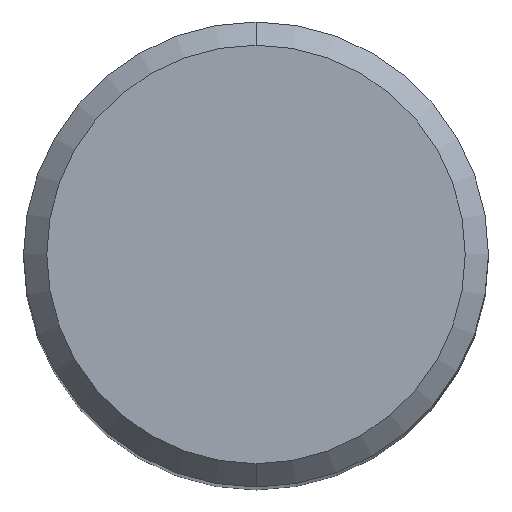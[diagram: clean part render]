
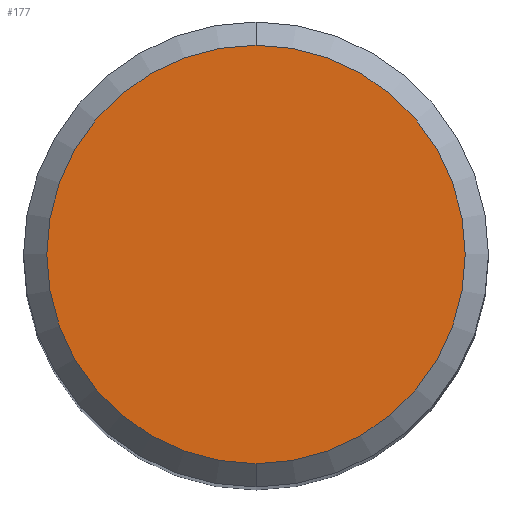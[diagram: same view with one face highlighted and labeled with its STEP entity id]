
A CAD part, top view. The second image highlights one B-rep face of the part: STEP entity #177.
In plain terms, the highlighted planar face has unit normal (0, 0, 1).
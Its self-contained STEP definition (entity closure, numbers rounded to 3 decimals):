
#177=ADVANCED_FACE('',(#484),#485,.T.);
#181=VERTEX_POINT('',#490);
#215=EDGE_CURVE('',#263,#181,#528,.T.);
#263=VERTEX_POINT('',#582);
#273=EDGE_CURVE('',#181,#263,#592,.T.);
#484=FACE_OUTER_BOUND('',#813,.T.);
#485=PLANE('',#814);
#490=CARTESIAN_POINT('',(0.,-5.4,0.0));
#528=CIRCLE('',#950,5.4);
#582=CARTESIAN_POINT('',(0.0,5.4,0.0));
#592=CIRCLE('',#1039,5.4);
#813=EDGE_LOOP('',(#1510,#1511));
#814=AXIS2_PLACEMENT_3D('',#1512,#1513,#1514);
#950=AXIS2_PLACEMENT_3D('',#1572,#1573,#1574);
#1039=AXIS2_PLACEMENT_3D('',#1649,#1650,#1651);
#1510=ORIENTED_EDGE('',*,*,#215,.F.);
#1511=ORIENTED_EDGE('',*,*,#273,.F.);
#1512=CARTESIAN_POINT('',(0.0,2.7,0.0));
#1513=DIRECTION('',(-0.0,0.0,1.0));
#1514=DIRECTION('',(0.0,-1.0,0.0));
#1572=CARTESIAN_POINT('',(0.0,0.0,0.0));
#1573=DIRECTION('',(0.0,0.0,-1.0));
#1574=DIRECTION('',(0.0,1.0,0.0));
#1649=CARTESIAN_POINT('',(0.0,0.0,0.0));
#1650=DIRECTION('',(0.0,0.0,-1.0));
#1651=DIRECTION('',(0.0,1.0,0.0));
